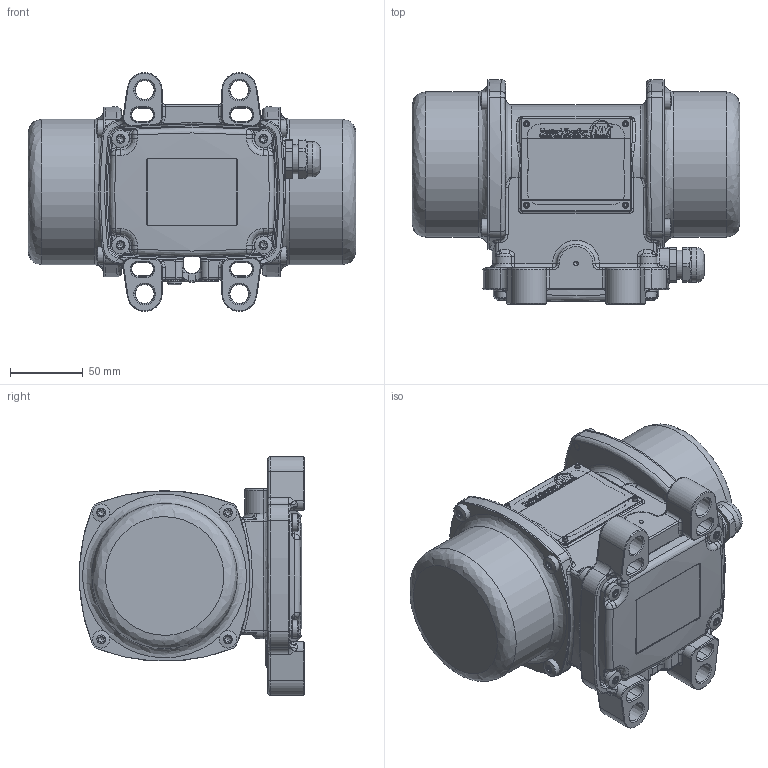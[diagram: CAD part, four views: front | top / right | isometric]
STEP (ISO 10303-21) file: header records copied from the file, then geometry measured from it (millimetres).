
FILE_DESCRIPTION (( 'STEP AP214' ), '1' );
FILE_NAME ('NEA-NEG 50200 -50-60Hz.STEP', '2017-05-08T12:17:02', ( '' ), ( '' ), 'SwSTEP 2.0', 'SolidWorks 2015', '' );
FILE_SCHEMA (( 'AUTOMOTIVE_DESIGN' ));
Length unit declared in the file: millimetre
Products named in the file (1): NEA-NEG 50200 -50-60Hz
Bounding box: 225 x 154.36 x 163.95 mm (x, y, z)
Volume: 777539.8 mm3; surface area: 350383 mm2
Topology: 21 solids, 21 shells, 2815 faces, 7551 edges, 4919 vertices
Faces by surface type: bspline 1151, plane 787, cylinder 722, cone 155
Full cylindrical faces by diameter (mm): 3.4 x4, 5 x2, 6 x12, 7 x8, 10 x2, 10.5 x1, 11.5 x1, 12 x13, 14.5 x1, 18.5 x1, 20 x2, 24 x1, 84 x2, 97.4 x2, 99.8 x2
Entity records: 145975 total; most frequent: CARTESIAN_POINT 83891, ORIENTED_EDGE 14498, DIRECTION 9924, EDGE_CURVE 7249, VERTEX_POINT 4863, AXIS2_PLACEMENT_3D 3582, EDGE_LOOP 3282, FACE_OUTER_BOUND 2923
